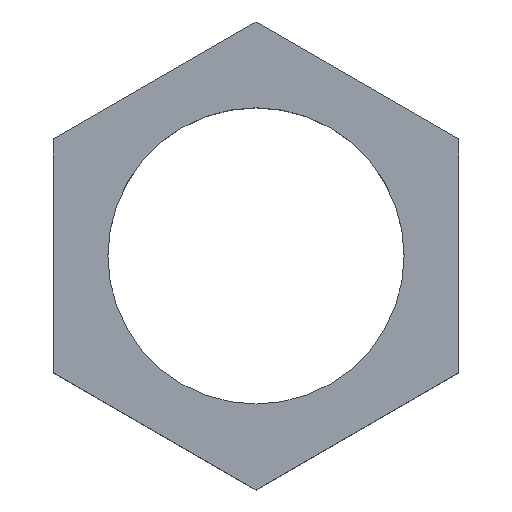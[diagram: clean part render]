
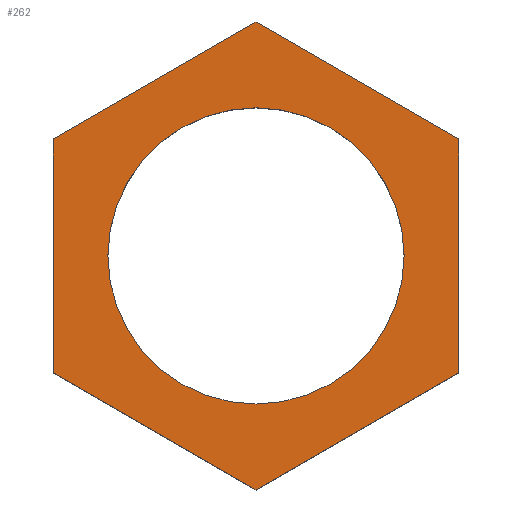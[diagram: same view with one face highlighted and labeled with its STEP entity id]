
A CAD part, top view. The second image highlights one B-rep face of the part: STEP entity #262.
In plain terms, the highlighted planar face has unit normal (0, 0, 1).
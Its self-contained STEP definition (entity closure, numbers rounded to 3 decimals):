
#59=DIRECTION('',(-0.866,-0.5,0.));
#60=VECTOR('',#59,9.238);
#61=CARTESIAN_POINT('',(8.,9.238,5.2));
#62=LINE('',#61,#60);
#63=DIRECTION('',(-0.866,0.5,0.));
#64=VECTOR('',#63,9.238);
#65=CARTESIAN_POINT('',(16.,4.619,5.2));
#66=LINE('',#65,#64);
#67=DIRECTION('',(0.,1.,0.));
#68=VECTOR('',#67,9.238);
#69=CARTESIAN_POINT('',(16.,-4.619,5.2));
#70=LINE('',#69,#68);
#71=DIRECTION('',(0.866,0.5,0.));
#72=VECTOR('',#71,9.238);
#73=CARTESIAN_POINT('',(8.,-9.238,5.2));
#74=LINE('',#73,#72);
#75=DIRECTION('',(0.866,-0.5,0.));
#76=VECTOR('',#75,9.238);
#77=CARTESIAN_POINT('',(0.,-4.619,5.2));
#78=LINE('',#77,#76);
#79=DIRECTION('',(0.,-1.,0.));
#80=VECTOR('',#79,9.238);
#81=CARTESIAN_POINT('',(0.,4.619,5.2));
#82=LINE('',#81,#80);
#83=CARTESIAN_POINT('',(8.,0.,5.2));
#84=DIRECTION('',(0.,0.,1.));
#85=DIRECTION('',(1.,0.,0.));
#86=AXIS2_PLACEMENT_3D('',#83,#84,#85);
#88=CARTESIAN_POINT('',(8.,0.,5.2));
#89=DIRECTION('',(0.,0.,1.));
#90=DIRECTION('',(-1.,0.,0.));
#91=AXIS2_PLACEMENT_3D('',#88,#89,#90);
#113=CARTESIAN_POINT('',(8.,9.238,5.2));
#114=CARTESIAN_POINT('',(0.,4.619,5.2));
#115=VERTEX_POINT('',#113);
#116=VERTEX_POINT('',#114);
#117=CARTESIAN_POINT('',(0.,-4.619,5.2));
#118=VERTEX_POINT('',#117);
#119=CARTESIAN_POINT('',(8.,-9.238,5.2));
#120=VERTEX_POINT('',#119);
#121=CARTESIAN_POINT('',(16.,-4.619,5.2));
#122=VERTEX_POINT('',#121);
#123=CARTESIAN_POINT('',(16.,4.619,5.2));
#124=VERTEX_POINT('',#123);
#129=CARTESIAN_POINT('',(13.85,0.,5.2));
#130=CARTESIAN_POINT('',(2.15,0.,5.2));
#131=VERTEX_POINT('',#129);
#132=VERTEX_POINT('',#130);
#243=CARTESIAN_POINT('',(0.,0.,5.2));
#244=DIRECTION('',(0.,0.,1.));
#245=DIRECTION('',(1.,0.,0.));
#246=AXIS2_PLACEMENT_3D('',#243,#244,#245);
#247=PLANE('',#246);
#248=ORIENTED_EDGE('',*,*,#167,.F.);
#249=ORIENTED_EDGE('',*,*,#182,.F.);
#250=ORIENTED_EDGE('',*,*,#196,.F.);
#251=ORIENTED_EDGE('',*,*,#210,.F.);
#252=ORIENTED_EDGE('',*,*,#224,.F.);
#253=ORIENTED_EDGE('',*,*,#237,.F.);
#254=EDGE_LOOP('',(#248,#249,#250,#251,#252,#253));
#255=FACE_OUTER_BOUND('',#254,.F.);
#257=ORIENTED_EDGE('',*,*,#256,.T.);
#259=ORIENTED_EDGE('',*,*,#258,.T.);
#260=EDGE_LOOP('',(#257,#259));
#261=FACE_BOUND('',#260,.F.);
#262=ADVANCED_FACE('',(#255,#261),#247,.T.);
#87=CIRCLE('',#86,5.85);
#92=CIRCLE('',#91,5.85);
#167=EDGE_CURVE('',#115,#116,#62,.T.);
#182=EDGE_CURVE('',#124,#115,#66,.T.);
#196=EDGE_CURVE('',#122,#124,#70,.T.);
#210=EDGE_CURVE('',#120,#122,#74,.T.);
#224=EDGE_CURVE('',#118,#120,#78,.T.);
#237=EDGE_CURVE('',#116,#118,#82,.T.);
#256=EDGE_CURVE('',#131,#132,#87,.T.);
#258=EDGE_CURVE('',#132,#131,#92,.T.);
